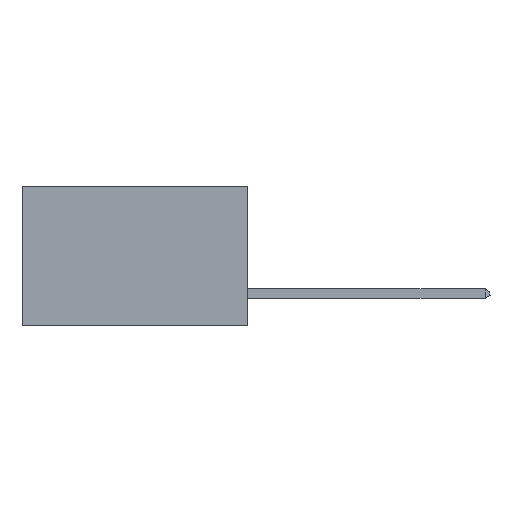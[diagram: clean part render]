
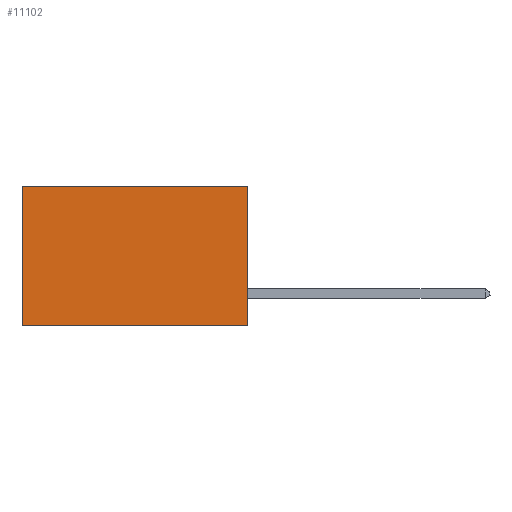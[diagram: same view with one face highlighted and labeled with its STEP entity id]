
A CAD part, left-side view. The second image highlights one B-rep face of the part: STEP entity #11102.
In plain terms, the highlighted planar face has unit normal (-1, 0, 0).
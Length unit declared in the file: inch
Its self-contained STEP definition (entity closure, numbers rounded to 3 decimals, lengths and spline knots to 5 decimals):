
#228 = PLANE ( 'NONE',  #6276 ) ;
#339 = EDGE_CURVE ( 'NONE', #26609, #20718, #15297, .T. ) ;
#593 = ORIENTED_EDGE ( 'NONE', *, *, #17109, .T. ) ;
#1907 = CARTESIAN_POINT ( 'NONE',  ( 0.298, 0., -0.37 ) ) ;
#3747 = DIRECTION ( 'NONE',  ( 0., 0., -1. ) ) ;
#4668 = DIRECTION ( 'NONE',  ( 0., 0., -1. ) ) ;
#6276 = AXIS2_PLACEMENT_3D ( 'NONE', #22580, #13262, #22869 ) ;
#6791 = DIRECTION ( 'NONE',  ( 0., 1., 0. ) ) ;
#6810 = CARTESIAN_POINT ( 'NONE',  ( 0.298, 0., -0.37 ) ) ;
#7430 = CARTESIAN_POINT ( 'NONE',  ( 0.298, 0.6, 0. ) ) ;
#8938 = ORIENTED_EDGE ( 'NONE', *, *, #12018, .T. ) ;
#9139 = CARTESIAN_POINT ( 'NONE',  ( 0.298, 0., 0. ) ) ;
#10847 = CARTESIAN_POINT ( 'NONE',  ( 0.298, 0.6, -0.37 ) ) ;
#11049 = CARTESIAN_POINT ( 'NONE',  ( 0.298, 0.6, 0. ) ) ;
#11102 = ADVANCED_FACE ( 'NONE', ( #16914 ), #228, .F. ) ;
#11290 = VECTOR ( 'NONE', #3747, 39.37008 ) ;
#12018 = EDGE_CURVE ( 'NONE', #22060, #28553, #15744, .T. ) ;
#13262 = DIRECTION ( 'NONE',  ( 1., 0., 0. ) ) ;
#13490 = ORIENTED_EDGE ( 'NONE', *, *, #20468, .F. ) ;
#15297 = LINE ( 'NONE', #1907, #27046 ) ;
#15660 = CARTESIAN_POINT ( 'NONE',  ( 0.298, 0., 0. ) ) ;
#15744 = LINE ( 'NONE', #15881, #19775 ) ;
#15881 = CARTESIAN_POINT ( 'NONE',  ( 0.298, 0., 0. ) ) ;
#16914 = FACE_OUTER_BOUND ( 'NONE', #18916, .T. ) ;
#17109 = EDGE_CURVE ( 'NONE', #28553, #20718, #23741, .T. ) ;
#18916 = EDGE_LOOP ( 'NONE', ( #593, #29752, #13490, #8938 ) ) ;
#19775 = VECTOR ( 'NONE', #30123, 39.37008 ) ;
#20468 = EDGE_CURVE ( 'NONE', #22060, #26609, #29416, .T. ) ;
#20718 = VERTEX_POINT ( 'NONE', #10847 ) ;
#22060 = VERTEX_POINT ( 'NONE', #15660 ) ;
#22580 = CARTESIAN_POINT ( 'NONE',  ( 0.298, 0., 0. ) ) ;
#22869 = DIRECTION ( 'NONE',  ( 0., 0., -1. ) ) ;
#23138 = VECTOR ( 'NONE', #4668, 39.37008 ) ;
#23741 = LINE ( 'NONE', #11049, #11290 ) ;
#26609 = VERTEX_POINT ( 'NONE', #6810 ) ;
#27046 = VECTOR ( 'NONE', #6791, 39.37008 ) ;
#28553 = VERTEX_POINT ( 'NONE', #7430 ) ;
#29416 = LINE ( 'NONE', #9139, #23138 ) ;
#29752 = ORIENTED_EDGE ( 'NONE', *, *, #339, .F. ) ;
#30123 = DIRECTION ( 'NONE',  ( 0., 1., 0. ) ) ;
